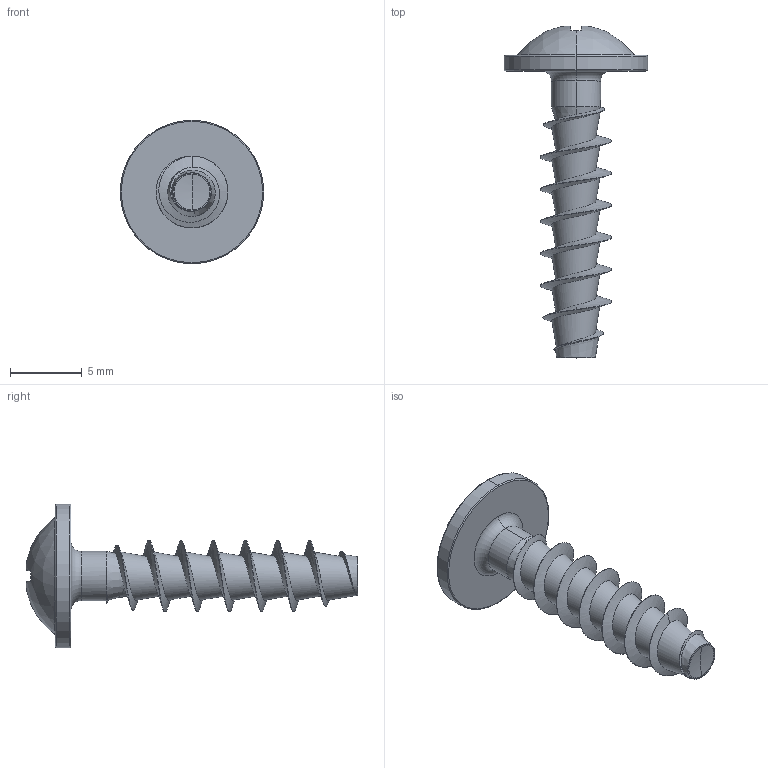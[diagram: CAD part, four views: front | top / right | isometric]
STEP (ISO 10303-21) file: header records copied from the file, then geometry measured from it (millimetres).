
FILE_DESCRIPTION (( 'STEP AP203' ), '1' );
FILE_NAME ('STP31A0500200.STEP', '2017-11-16T19:19:10', ( '' ), ( '' ), 'SwSTEP 2.0', 'SolidWorks 2015', '' );
FILE_SCHEMA (( 'CONFIG_CONTROL_DESIGN' ));
Length unit declared in the file: millimetre
Products named in the file (1): STP31A0500200
Bounding box: 10 x 23.13 x 10 mm (x, y, z)
Volume: 309.5 mm3; surface area: 552.9 mm2
Topology: 1 solids, 1 shells, 165 faces, 365 edges, 203 vertices
Faces by surface type: bspline 48, torus 30, sphere 28, cylinder 26, plane 23, cone 10
Entity records: 14152 total; most frequent: CARTESIAN_POINT 10738, ORIENTED_EDGE 726, DIRECTION 682, EDGE_CURVE 363, AXIS2_PLACEMENT_3D 311, VERTEX_POINT 203, CIRCLE 193, EDGE_LOOP 168
